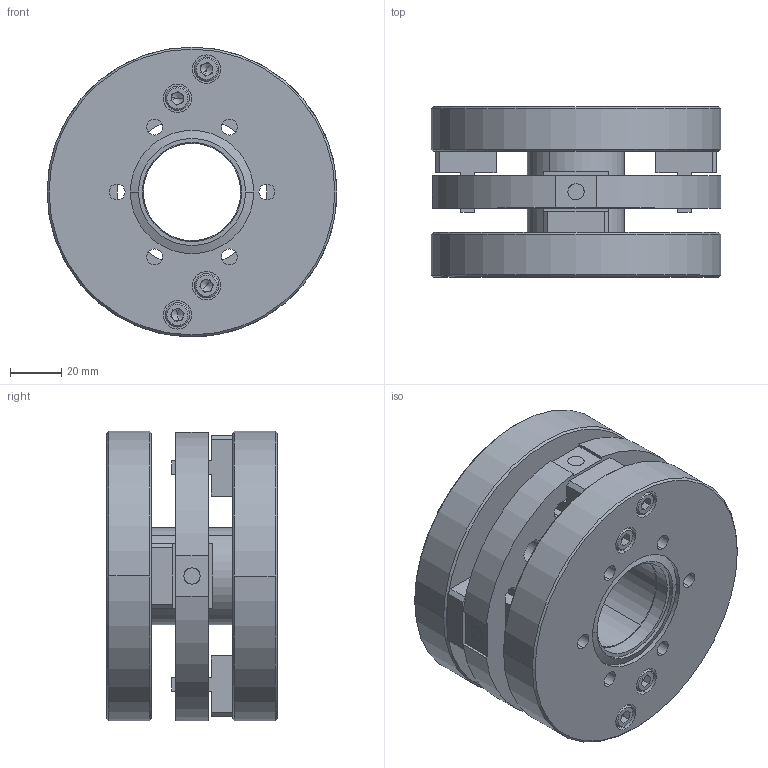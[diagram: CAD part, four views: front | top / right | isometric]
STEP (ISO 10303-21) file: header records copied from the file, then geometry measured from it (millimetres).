
FILE_DESCRIPTION (( 'STEP AP214' ), '1' );
FILE_NAME ('FLS-1.5-B275T-T275T-2.STEP', '2020-10-01T19:47:56', ( '' ), ( '' ), 'SwSTEP 2.0', 'SolidWorks 2010', '' );
FILE_SCHEMA (( 'AUTOMOTIVE_DESIGN' ));
Length unit declared in the file: inch
Products named in the file (1): FLS-1.5-B275T-T275T-2
Bounding box: 113.54 x 66.65 x 113.54 mm (x, y, z)
Surface area: 88652.5 mm2 (no closed solid volume)
Topology: 0 solids, 20 shells, 273 faces, 816 edges, 536 vertices
Faces by surface type: plane 139, cylinder 90, cone 44
Entity records: 12380 total; most frequent: CARTESIAN_POINT 1738, DIRECTION 1664, ORIENTED_EDGE 1369, EDGE_CURVE 800, AXIS2_PLACEMENT_3D 594, VERTEX_POINT 536, VECTOR 476, LINE 476
